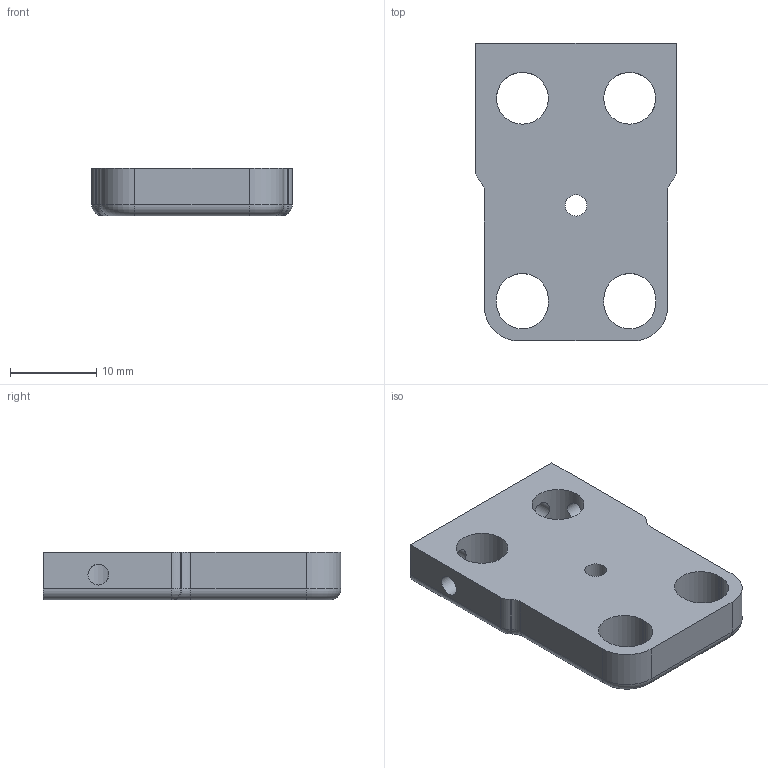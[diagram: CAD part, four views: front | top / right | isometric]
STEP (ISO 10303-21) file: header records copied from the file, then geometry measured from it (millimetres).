
FILE_DESCRIPTION(('FreeCAD Model'),'2;1');
FILE_NAME('bottom_rod_mount_slotted.step', '2019-02-07T08:48:38',('Author'),(''), 'Open CASCADE STEP processor 6.9','FreeCAD','Unknown');
FILE_SCHEMA(('AUTOMOTIVE_DESIGN { 1 0 10303 214 1 1 1 1 }'));
Length unit declared in the file: millimetre
Products named in the file (1): Fillet002
Bounding box: 23.23 x 34.5 x 5.5 mm (x, y, z)
Volume: 3408.7 mm3; surface area: 2352.2 mm2
Topology: 1 solids, 1 shells, 48 faces, 129 edges, 82 vertices
Faces by surface type: cylinder 24, plane 18, torus 4, revolution 2
Full cylindrical faces by diameter (mm): 2.4 x4, 2.5 x1, 6 x2
Entity records: 4693 total; most frequent: CARTESIAN_POINT 2127, DIRECTION 460, ORIENTED_EDGE 258, PCURVE 258, DEFINITIONAL_REPRESENTATION 258, LINE 243, VECTOR 243, EDGE_CURVE 129
